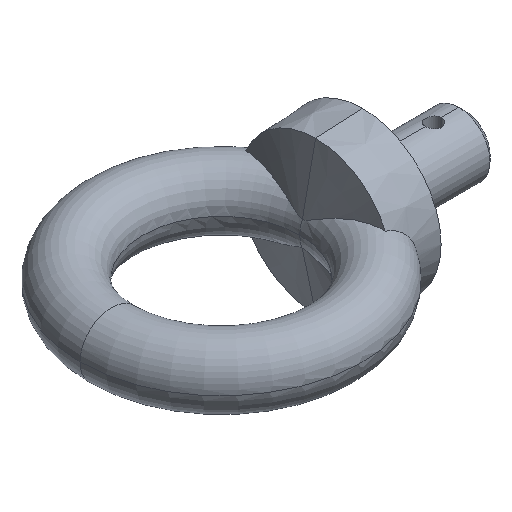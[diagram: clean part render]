
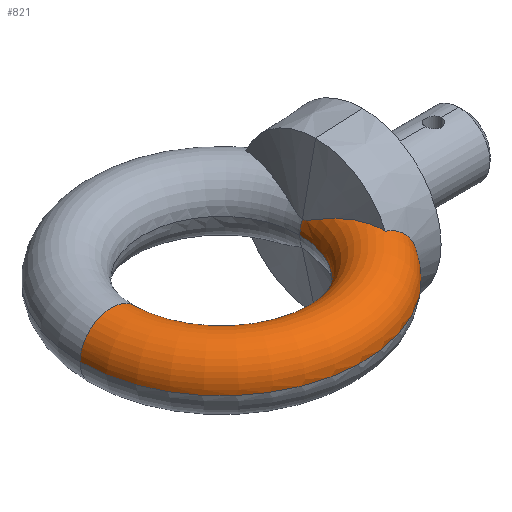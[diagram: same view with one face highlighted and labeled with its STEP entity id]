
A CAD part, isometric view. The second image highlights one B-rep face of the part: STEP entity #821.
In plain terms, the highlighted toroidal (fillet/blend) face has major radius 14 mm and minor radius 4 mm.
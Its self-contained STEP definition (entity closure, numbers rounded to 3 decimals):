
#336=CARTESIAN_POINT('',(-7.674,0.,1.583));
#337=VERTEX_POINT('',#336);
#344=CARTESIAN_POINT('',(-6.,-8.886,3.89));
#345=VERTEX_POINT('',#344);
#346=CARTESIAN_POINT('',(-6.,8.886,3.89));
#347=CARTESIAN_POINT('',(-6.136,8.105,4.027));
#348=CARTESIAN_POINT('',(-6.42,6.537,4.031));
#349=CARTESIAN_POINT('',(-6.798,4.623,3.569));
#350=CARTESIAN_POINT('',(-7.098,3.176,3.015));
#351=CARTESIAN_POINT('',(-7.324,2.114,2.519));
#352=CARTESIAN_POINT('',(-7.507,1.247,2.057));
#353=CARTESIAN_POINT('',(-7.637,0.554,1.694));
#354=CARTESIAN_POINT('',(-7.695,-0.037,1.519));
#355=CARTESIAN_POINT('',(-7.626,-0.612,1.725));
#356=CARTESIAN_POINT('',(-7.497,-1.296,2.082));
#357=CARTESIAN_POINT('',(-7.315,-2.156,2.54));
#358=CARTESIAN_POINT('',(-7.092,-3.206,3.027));
#359=CARTESIAN_POINT('',(-6.793,-4.649,3.577));
#360=CARTESIAN_POINT('',(-6.418,-6.549,4.032));
#361=CARTESIAN_POINT('',(-6.135,-8.112,4.026));
#362=CARTESIAN_POINT('',(-6.,-8.886,3.89));
#363=B_SPLINE_CURVE_WITH_KNOTS('',3,(#346,#347,#348,#349,#350,#351,#352,#353,#354,#355,#356,#357,#358,#359,#360,#361,#362),.UNSPECIFIED.,.F.,.F.,(4,1,1,1,1,1,1,1,1,1,1,1,1,1,4),(0.,0.002,0.005,0.006,0.007,0.008,0.009,0.01,0.01,0.011,0.012,0.013,0.014,0.017,0.019),.UNSPECIFIED.);
#364=EDGE_CURVE('',#337,#345,#363,.T.);
#381=CARTESIAN_POINT('',(-28.,0.,-0.));
#382=VERTEX_POINT('',#381);
#383=CARTESIAN_POINT('',(-8.,0.,-0.));
#384=VERTEX_POINT('',#383);
#385=CARTESIAN_POINT('',(-18.,0.,-0.));
#386=DIRECTION('',(-0.,-0.,1.));
#387=DIRECTION('',(-1.,0.,0.));
#388=AXIS2_PLACEMENT_3D('',#385,#386,#387);
#389=CIRCLE('',#388,10.);
#390=EDGE_CURVE('',#382,#384,#389,.T.);
#423=CARTESIAN_POINT('',(-2.936,-9.853,0.));
#424=VERTEX_POINT('',#423);
#435=CARTESIAN_POINT('',(-36.,0.,-0.));
#436=VERTEX_POINT('',#435);
#437=CARTESIAN_POINT('',(-18.,0.,0.));
#438=DIRECTION('',(0.,0.,1.));
#439=DIRECTION('',(-1.,0.,0.));
#440=AXIS2_PLACEMENT_3D('',#437,#438,#439);
#441=CIRCLE('',#440,18.);
#442=EDGE_CURVE('',#436,#424,#441,.T.);
#513=CARTESIAN_POINT('',(-6.,-8.886,3.89));
#514=CARTESIAN_POINT('',(-5.109,-9.018,3.7));
#515=CARTESIAN_POINT('',(-3.512,-9.526,2.746));
#516=CARTESIAN_POINT('',(-2.649,-10.017,0.));
#517=CARTESIAN_POINT('',(-3.51,-9.527,-2.742));
#518=CARTESIAN_POINT('',(-5.108,-9.018,-3.699));
#519=CARTESIAN_POINT('',(-6.,-8.886,-3.89));
#520=B_SPLINE_CURVE_WITH_KNOTS('',3,(#513,#514,#515,#516,#517,#518,#519),.UNSPECIFIED.,.F.,.F.,(4,1,1,1,4),(0.,0.003,0.005,0.008,0.011),.UNSPECIFIED.);
#521=EDGE_CURVE('',#345,#424,#520,.T.);
#796=CARTESIAN_POINT('',(-18.,0.,0.));
#797=DIRECTION('',(0.,0.,-1.));
#798=DIRECTION('',(-1.,0.,0.));
#799=AXIS2_PLACEMENT_3D('',#796,#797,#798);
#800=TOROIDAL_SURFACE('',#799,14.,4.);
#801=ORIENTED_EDGE('',*,*,#390,.F.);
#802=CARTESIAN_POINT('',(-32.,0.,0.));
#803=DIRECTION('',(0.,1.,-0.));
#804=DIRECTION('',(-1.,0.,0.));
#805=AXIS2_PLACEMENT_3D('',#802,#803,#804);
#806=CIRCLE('',#805,4.);
#807=EDGE_CURVE('',#436,#382,#806,.T.);
#808=ORIENTED_EDGE('',*,*,#807,.F.);
#809=ORIENTED_EDGE('',*,*,#442,.T.);
#810=ORIENTED_EDGE('',*,*,#521,.F.);
#811=ORIENTED_EDGE('',*,*,#364,.F.);
#812=CARTESIAN_POINT('',(-4.,0.,0.));
#813=DIRECTION('',(0.,-1.,-0.));
#814=DIRECTION('',(1.,0.,0.));
#815=AXIS2_PLACEMENT_3D('',#812,#813,#814);
#816=CIRCLE('',#815,4.);
#817=EDGE_CURVE('',#337,#384,#816,.T.);
#818=ORIENTED_EDGE('',*,*,#817,.T.);
#819=EDGE_LOOP('',(#801,#808,#809,#810,#811,#818));
#820=FACE_BOUND('',#819,.T.);
#821=ADVANCED_FACE('',(#820),#800,.T.);
